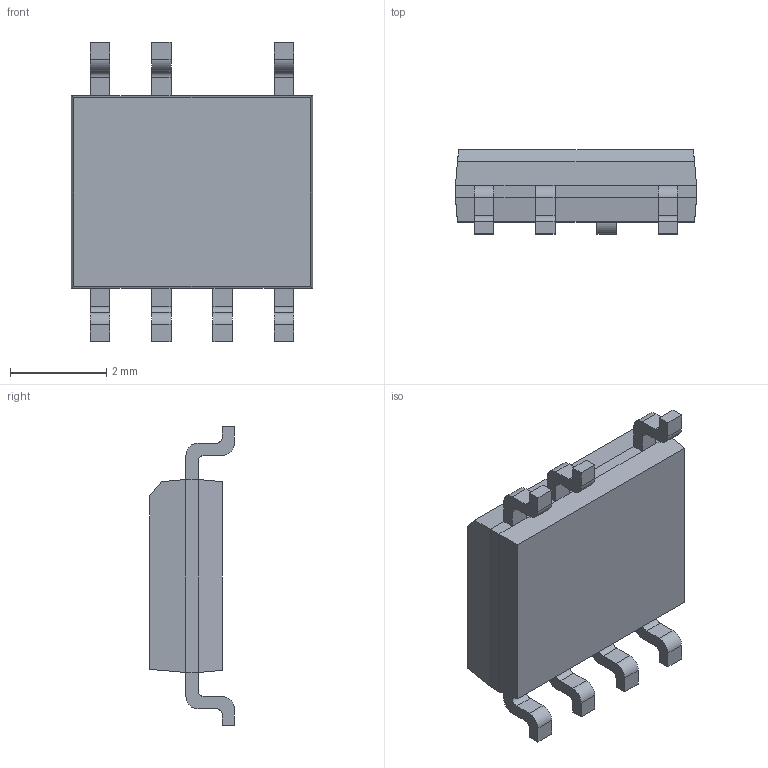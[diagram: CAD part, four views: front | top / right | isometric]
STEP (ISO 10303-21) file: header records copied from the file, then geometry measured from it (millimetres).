
FILE_DESCRIPTION (( 'STEP AP214' ), '1' );
FILE_NAME ('SO-8C.STEP', '2020-09-03T12:56:02', ( '' ), ( '' ), 'SwSTEP 2.0', 'SolidWorks 2017', '' );
FILE_SCHEMA (( 'AUTOMOTIVE_DESIGN' ));
Length unit declared in the file: millimetre
Products named in the file (1): SO-8C
Bounding box: 5 x 1.75 x 6.2 mm (x, y, z)
Volume: 30.4 mm3; surface area: 79.9 mm2
Topology: 1 solids, 1 shells, 116 faces, 303 edges, 190 vertices
Faces by surface type: plane 86, cylinder 30
Entity records: 4534 total; most frequent: CARTESIAN_POINT 610, ORIENTED_EDGE 606, DIRECTION 597, EDGE_CURVE 303, VECTOR 243, LINE 243, VERTEX_POINT 190, AXIS2_PLACEMENT_3D 177
